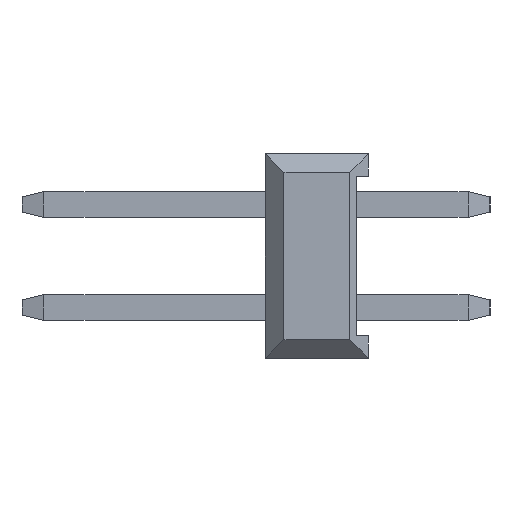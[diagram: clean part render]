
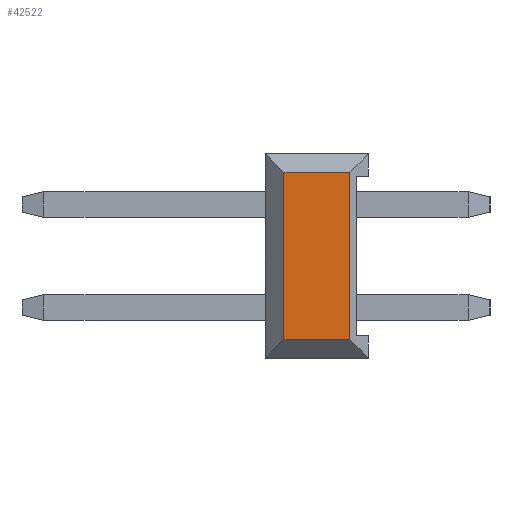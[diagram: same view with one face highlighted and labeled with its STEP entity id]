
A CAD part, left-side view. The second image highlights one B-rep face of the part: STEP entity #42522.
In plain terms, the highlighted planar face has unit normal (-1, 0, 0).
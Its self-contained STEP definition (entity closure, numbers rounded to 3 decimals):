
#3148 = ORIENTED_EDGE ( 'NONE', *, *, #34491, .T. ) ;
#3269 = ORIENTED_EDGE ( 'NONE', *, *, #34493, .F. ) ;
#3375 = ORIENTED_EDGE ( 'NONE', *, *, #34495, .T. ) ;
#3439 = ORIENTED_EDGE ( 'NONE', *, *, #34494, .F. ) ;
#18458 = VECTOR ( 'NONE', #33884, 1000. ) ;
#18460 = VECTOR ( 'NONE', #33890, 1000. ) ;
#18461 = VECTOR ( 'NONE', #33893, 1000. ) ;
#18462 = VECTOR ( 'NONE', #33896, 1000. ) ;
#24729 = VERTEX_POINT ( 'NONE', #33406 ) ;
#24733 = VERTEX_POINT ( 'NONE', #33410 ) ;
#24734 = VERTEX_POINT ( 'NONE', #33411 ) ;
#24751 = VERTEX_POINT ( 'NONE', #33428 ) ;
#24968 = EDGE_LOOP ( 'NONE', ( #3439, #3269, #3148, #3375 ) ) ;
#33406 = CARTESIAN_POINT ( 'NONE',  ( -1.27, 0.46, 0.79 ) ) ;
#33410 = CARTESIAN_POINT ( 'NONE',  ( -1.27, 2.08, -3.33 ) ) ;
#33411 = CARTESIAN_POINT ( 'NONE',  ( -1.27, 2.08, 0.79 ) ) ;
#33428 = CARTESIAN_POINT ( 'NONE',  ( -1.27, 0.46, -3.33 ) ) ;
#33882 = LINE ( 'NONE', #33883, #18458 ) ;
#33883 = CARTESIAN_POINT ( 'NONE',  ( -1.27, 2.54, -3.33 ) ) ;
#33884 = DIRECTION ( 'NONE',  ( 0., -1., 0. ) ) ;
#33888 = LINE ( 'NONE', #33889, #18460 ) ;
#33889 = CARTESIAN_POINT ( 'NONE',  ( -1.27, 2.08, -3.81 ) ) ;
#33890 = DIRECTION ( 'NONE',  ( 0., 0., 1. ) ) ;
#33891 = LINE ( 'NONE', #33892, #18461 ) ;
#33892 = CARTESIAN_POINT ( 'NONE',  ( -1.27, 2.54, 0.79 ) ) ;
#33893 = DIRECTION ( 'NONE',  ( 0., -1., 0. ) ) ;
#33894 = LINE ( 'NONE', #33895, #18462 ) ;
#33895 = CARTESIAN_POINT ( 'NONE',  ( -1.27, 0.46, -3.81 ) ) ;
#33896 = DIRECTION ( 'NONE',  ( 0., 0., 1. ) ) ;
#34491 = EDGE_CURVE ( 'NONE', #24733, #24751, #33882, .T. ) ;
#34493 = EDGE_CURVE ( 'NONE', #24733, #24734, #33888, .T. ) ;
#34494 = EDGE_CURVE ( 'NONE', #24734, #24729, #33891, .T. ) ;
#34495 = EDGE_CURVE ( 'NONE', #24751, #24729, #33894, .T. ) ;
#37509 = FACE_OUTER_BOUND ( 'NONE', #24968, .T. ) ;
#37515 = AXIS2_PLACEMENT_3D ( 'NONE', #42782, #42783, #42784 ) ;
#42522 = ADVANCED_FACE ( 'NONE', ( #37509 ), #42781, .F. ) ;
#42781 = PLANE ( 'NONE',  #37515 ) ;
#42782 = CARTESIAN_POINT ( 'NONE',  ( -1.27, 2.54, 0.79 ) ) ;
#42783 = DIRECTION ( 'NONE',  ( 1., 0., 0. ) ) ;
#42784 = DIRECTION ( 'NONE',  ( 0., 0., -1. ) ) ;
